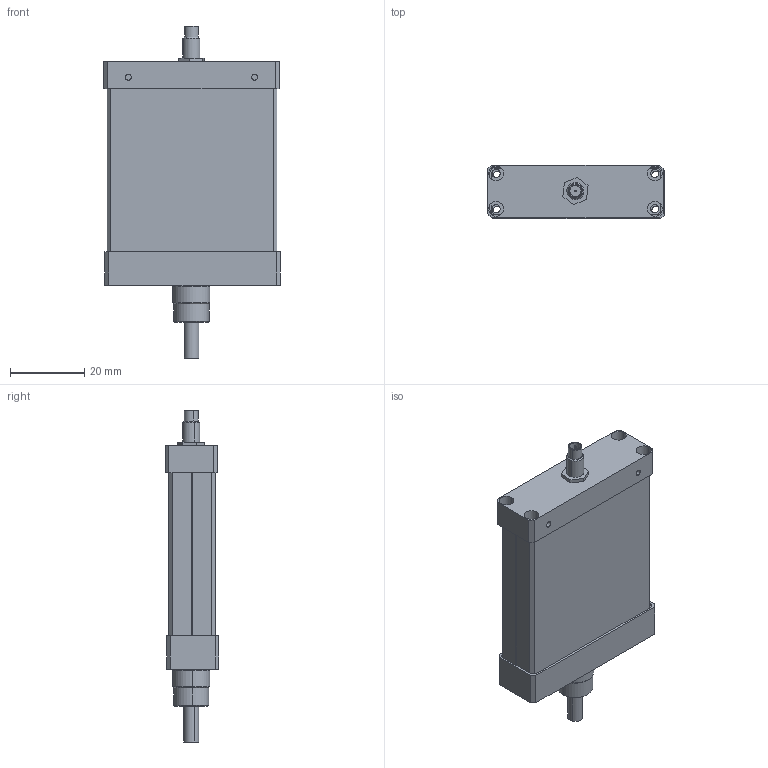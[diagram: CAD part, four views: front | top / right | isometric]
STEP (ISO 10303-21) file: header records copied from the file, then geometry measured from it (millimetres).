
FILE_DESCRIPTION (( 'STEP AP214' ), '1' );
FILE_NAME ('12617-E0W.step', '2007-11-13T05:49:47', ( ' ' ), ( ' ' ), 'SwSTEP 2.0', 'SolidWorks 2007', '' );
FILE_SCHEMA (( 'AUTOMOTIVE_DESIGN' ));
Length unit declared in the file: millimetre
Products named in the file (1): 12617-E0W
Bounding box: 47.5 x 14.4 x 89.34 mm (x, y, z)
Surface area: 10535.1 mm2 (no closed solid volume)
Topology: 0 solids, 8 shells, 102 faces, 313 edges, 222 vertices
Faces by surface type: plane 49, cylinder 41, cone 12
Entity records: 4726 total; most frequent: CARTESIAN_POINT 706, DIRECTION 639, ORIENTED_EDGE 508, EDGE_CURVE 313, AXIS2_PLACEMENT_3D 227, VERTEX_POINT 222, VECTOR 185, LINE 185
